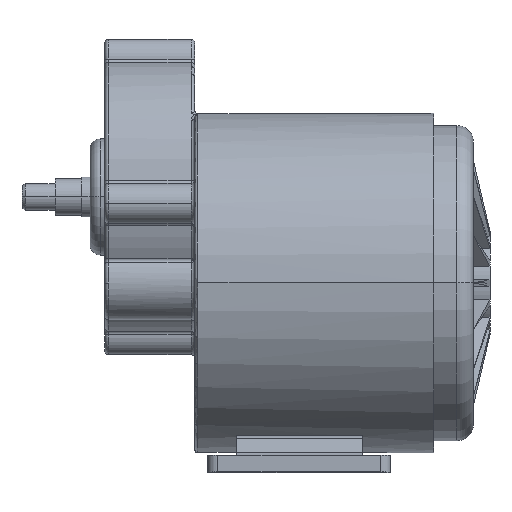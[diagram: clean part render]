
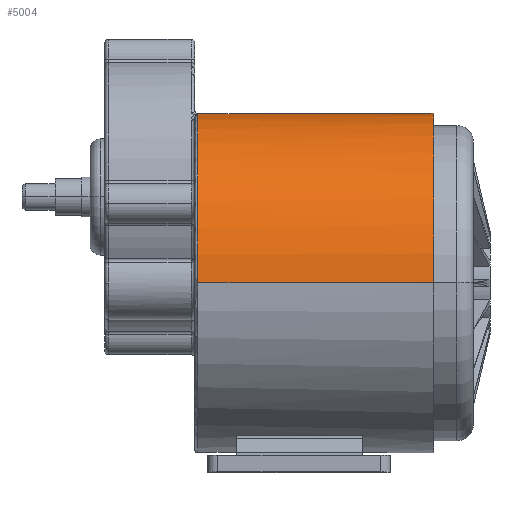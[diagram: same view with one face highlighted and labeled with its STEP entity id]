
A CAD part, top view. The second image highlights one B-rep face of the part: STEP entity #5004.
In plain terms, the highlighted cylindrical face has radius 51.15 mm (diameter 102.3 mm), a partial arc.
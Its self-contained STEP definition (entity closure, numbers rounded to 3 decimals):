
#156 = CARTESIAN_POINT ( 'NONE',  ( 0.728, 50.877, 5.275 ) ) ;
#222 = CARTESIAN_POINT ( 'NONE',  ( 0.064, 50.897, 5.08 ) ) ;
#242 = CARTESIAN_POINT ( 'NONE',  ( 1., 50.854, 5.497 ) ) ;
#574 = EDGE_CURVE ( 'NONE', #13072, #10014, #8957, .T. ) ;
#958 = LINE ( 'NONE', #3382, #12428 ) ;
#1102 = DIRECTION ( 'NONE',  ( -1., 0., 0. ) ) ;
#1327 = CARTESIAN_POINT ( 'NONE',  ( 0.228, 50.911, 4.94 ) ) ;
#1648 = DIRECTION ( 'NONE',  ( 0., 0., -1. ) ) ;
#2179 = CARTESIAN_POINT ( 'NONE',  ( 0.369, 50.927, 4.775 ) ) ;
#2228 = CARTESIAN_POINT ( 'NONE',  ( 0.699, 50.975, 4.23 ) ) ;
#2480 = CARTESIAN_POINT ( 'NONE',  ( 0.064, 50.897, 5.08 ) ) ;
#2554 = ORIENTED_EDGE ( 'NONE', *, *, #574, .T. ) ;
#3382 = CARTESIAN_POINT ( 'NONE',  ( 89., 0., 51.15 ) ) ;
#3490 = DIRECTION ( 'NONE',  ( -1., 0., 0. ) ) ;
#3518 = CARTESIAN_POINT ( 'NONE',  ( 0.981, 51.05, 3.207 ) ) ;
#3538 = VECTOR ( 'NONE', #10719, 1000. ) ;
#3631 = EDGE_LOOP ( 'NONE', ( #10235, #8959, #8710, #9896, #4364, #2554, #12368 ) ) ;
#3722 = B_SPLINE_CURVE_WITH_KNOTS ( 'NONE', 3,
 ( #4638, #10289, #3518, #4548, #14557, #2228, #9096, #2179, #1327, #12583 ),
 .UNSPECIFIED., .F., .F.,
 ( 4, 2, 2, 2, 4 ),
 ( 0., 0.001, 0.001, 0.002, 0.003 ),
 .UNSPECIFIED. ) ;
#3966 = CARTESIAN_POINT ( 'NONE',  ( 72., 0., 0. ) ) ;
#4317 = EDGE_CURVE ( 'NONE', #12519, #13853, #12372, .T. ) ;
#4364 = ORIENTED_EDGE ( 'NONE', *, *, #13698, .F. ) ;
#4548 = CARTESIAN_POINT ( 'NONE',  ( 0.908, 51.022, 3.623 ) ) ;
#4561 = AXIS2_PLACEMENT_3D ( 'NONE', #12723, #5970, #10419 ) ;
#4638 = CARTESIAN_POINT ( 'NONE',  ( 1., 51.074, 2.781 ) ) ;
#4732 = EDGE_CURVE ( 'NONE', #12108, #12519, #8534, .T. ) ;
#5004 = ADVANCED_FACE ( 'NONE', ( #14135 ), #9580, .T. ) ;
#5372 = EDGE_CURVE ( 'NONE', #12108, #12014, #7106, .T. ) ;
#5824 = CARTESIAN_POINT ( 'NONE',  ( 89., 0., 0. ) ) ;
#5970 = DIRECTION ( 'NONE',  ( 1., 0., 0. ) ) ;
#7106 = CIRCLE ( 'NONE', #11196, 51.15 ) ;
#7793 = EDGE_CURVE ( 'NONE', #13853, #14232, #3722, .T. ) ;
#8046 = DIRECTION ( 'NONE',  ( 1., 0., 0. ) ) ;
#8534 = LINE ( 'NONE', #12938, #3538 ) ;
#8690 = CARTESIAN_POINT ( 'NONE',  ( 1., 51.074, 2.781 ) ) ;
#8710 = ORIENTED_EDGE ( 'NONE', *, *, #4317, .T. ) ;
#8957 = CIRCLE ( 'NONE', #13971, 51.15 ) ;
#8959 = ORIENTED_EDGE ( 'NONE', *, *, #4732, .T. ) ;
#9077 = EDGE_CURVE ( 'NONE', #12014, #10014, #958, .T. ) ;
#9096 = CARTESIAN_POINT ( 'NONE',  ( 0.604, 50.959, 4.42 ) ) ;
#9164 = CARTESIAN_POINT ( 'NONE',  ( 0.411, 50.892, 5.136 ) ) ;
#9209 = CARTESIAN_POINT ( 'NONE',  ( 0.238, 50.896, 5.094 ) ) ;
#9306 = CARTESIAN_POINT ( 'NONE',  ( 72., 0., 51.15 ) ) ;
#9525 = AXIS2_PLACEMENT_3D ( 'NONE', #5824, #3490, #10418 ) ;
#9580 = CYLINDRICAL_SURFACE ( 'NONE', #9525, 51.15 ) ;
#9896 = ORIENTED_EDGE ( 'NONE', *, *, #7793, .T. ) ;
#10014 = VERTEX_POINT ( 'NONE', #12497 ) ;
#10235 = ORIENTED_EDGE ( 'NONE', *, *, #5372, .F. ) ;
#10256 = CARTESIAN_POINT ( 'NONE',  ( 1., 0., 0. ) ) ;
#10289 = CARTESIAN_POINT ( 'NONE',  ( 1., 51.063, 2.995 ) ) ;
#10418 = DIRECTION ( 'NONE',  ( 0., 0., 1. ) ) ;
#10419 = DIRECTION ( 'NONE',  ( 0., 0., 1. ) ) ;
#10719 = DIRECTION ( 'NONE',  ( -1., 0., 0. ) ) ;
#10872 = CARTESIAN_POINT ( 'NONE',  ( 1., 50.854, 5.497 ) ) ;
#11196 = AXIS2_PLACEMENT_3D ( 'NONE', #3966, #11866, #1648 ) ;
#11459 = DIRECTION ( 'NONE',  ( 0., 0., -1. ) ) ;
#11623 = CARTESIAN_POINT ( 'NONE',  ( 1., 0., -51.15 ) ) ;
#11866 = DIRECTION ( 'NONE',  ( 1., 0., 0. ) ) ;
#12014 = VERTEX_POINT ( 'NONE', #9306 ) ;
#12108 = VERTEX_POINT ( 'NONE', #12637 ) ;
#12368 = ORIENTED_EDGE ( 'NONE', *, *, #9077, .F. ) ;
#12372 = CIRCLE ( 'NONE', #4561, 51.15 ) ;
#12428 = VECTOR ( 'NONE', #1102, 1000. ) ;
#12497 = CARTESIAN_POINT ( 'NONE',  ( 1., 0., 51.15 ) ) ;
#12519 = VERTEX_POINT ( 'NONE', #11623 ) ;
#12583 = CARTESIAN_POINT ( 'NONE',  ( 0.064, 50.897, 5.08 ) ) ;
#12637 = CARTESIAN_POINT ( 'NONE',  ( 72., 0., -51.15 ) ) ;
#12723 = CARTESIAN_POINT ( 'NONE',  ( 1., 0., 0. ) ) ;
#12938 = CARTESIAN_POINT ( 'NONE',  ( 89., 0., -51.15 ) ) ;
#13072 = VERTEX_POINT ( 'NONE', #10872 ) ;
#13635 = CARTESIAN_POINT ( 'NONE',  ( 0.875, 50.867, 5.374 ) ) ;
#13698 = EDGE_CURVE ( 'NONE', #13072, #14232, #14520, .T. ) ;
#13853 = VERTEX_POINT ( 'NONE', #8690 ) ;
#13971 = AXIS2_PLACEMENT_3D ( 'NONE', #10256, #8046, #11459 ) ;
#14135 = FACE_OUTER_BOUND ( 'NONE', #3631, .T. ) ;
#14232 = VERTEX_POINT ( 'NONE', #222 ) ;
#14520 = B_SPLINE_CURVE_WITH_KNOTS ( 'NONE', 3,
 ( #242, #13635, #156, #9164, #9209, #2480 ),
 .UNSPECIFIED., .F., .F.,
 ( 4, 2, 4 ),
 ( 0., 0.001, 0.001 ),
 .UNSPECIFIED. ) ;
#14557 = CARTESIAN_POINT ( 'NONE',  ( 0.852, 51.007, 3.829 ) ) ;
